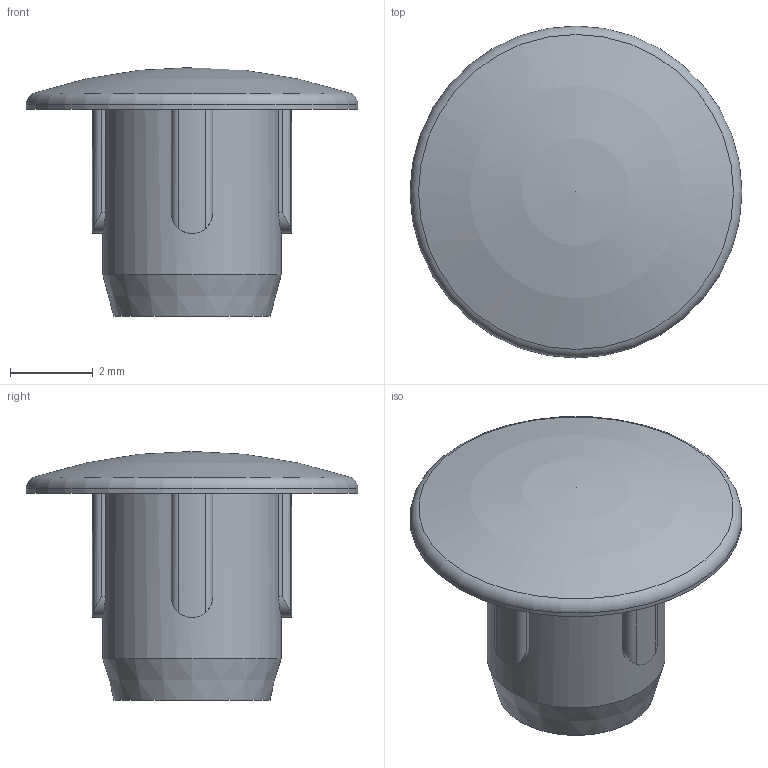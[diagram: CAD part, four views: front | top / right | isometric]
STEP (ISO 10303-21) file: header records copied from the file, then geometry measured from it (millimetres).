
FILE_DESCRIPTION(/* description */ ('KriTec Abdeckkappe 5 D4,3 schwarz'),/* implementation_level */ '2;1');
FILE_NAME(/* name */ '11187_KriTec_Abdeckkappe_5_D4_3schwarz.stp',/* time_stamp */ '2019-10-23T14:10:01+02:00',/* author */ ('Steiner'),/* organization */ (''),/* preprocessor_version */ 'ST-DEVELOPER v17',/* originating_system */ 'Autodesk Inventor 2018',/* authorisation */ '');
FILE_SCHEMA (('AUTOMOTIVE_DESIGN { 1 0 10303 214 3 1 1 }'));
Length unit declared in the file: millimetre
Products named in the file (1): 11187
Bounding box: 8 x 8 x 6 mm (x, y, z)
Volume: 80.1 mm3; surface area: 217.5 mm2
Topology: 1 solids, 1 shells, 33 faces, 87 edges, 57 vertices
Faces by surface type: cylinder 19, plane 11, sphere 1, torus 1, cone 1
Full cylindrical faces by diameter (mm): 2.6 x1, 4.3 x1, 8 x1
Entity records: 1190 total; most frequent: CARTESIAN_POINT 338, ORIENTED_EDGE 172, DIRECTION 162, EDGE_CURVE 86, AXIS2_PLACEMENT_3D 59, VERTEX_POINT 57, LINE 44, VECTOR 44
